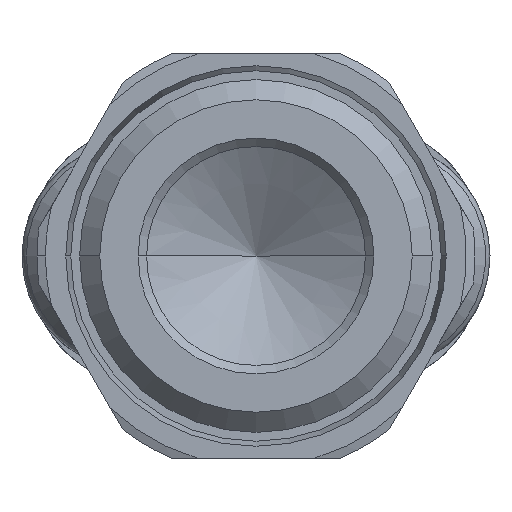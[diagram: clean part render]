
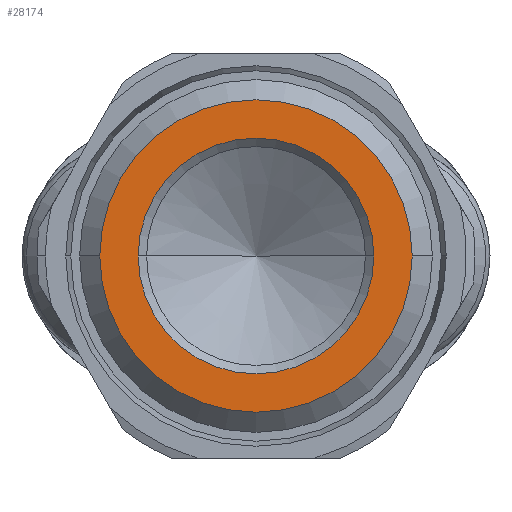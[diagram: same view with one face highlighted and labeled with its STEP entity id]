
A CAD part, front view. The second image highlights one B-rep face of the part: STEP entity #28174.
In plain terms, the highlighted face is planar.
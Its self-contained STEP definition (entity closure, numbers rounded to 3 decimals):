
#646 = DIRECTION ( 'NONE',  ( 0., 0., 1. ) ) ;
#783 = CIRCLE ( 'NONE', #31760, 7. ) ;
#3037 = DIRECTION ( 'NONE',  ( 1., 0., 0. ) ) ;
#3074 = DIRECTION ( 'NONE',  ( 0., 0., 1. ) ) ;
#3341 = CARTESIAN_POINT ( 'NONE',  ( -36.972, 0., -2.178 ) ) ;
#3370 = CARTESIAN_POINT ( 'NONE',  ( -36.972, 0., 7.1 ) ) ;
#3562 = EDGE_CURVE ( 'NONE', #6123, #19784, #12912, .T. ) ;
#4029 = AXIS2_PLACEMENT_3D ( 'NONE', #8785, #21787, #26634 ) ;
#5101 = AXIS2_PLACEMENT_3D ( 'NONE', #15254, #8019, #3074 ) ;
#6123 = VERTEX_POINT ( 'NONE', #9745 ) ;
#7588 = EDGE_LOOP ( 'NONE', ( #32051, #17956 ) ) ;
#7798 = CARTESIAN_POINT ( 'NONE',  ( -36.972, 0., 7.1 ) ) ;
#8019 = DIRECTION ( 'NONE',  ( -1., 0., 0. ) ) ;
#8138 = PLANE ( 'NONE',  #5101 ) ;
#8785 = CARTESIAN_POINT ( 'NONE',  ( -36.972, 0., 7.1 ) ) ;
#9745 = CARTESIAN_POINT ( 'NONE',  ( -36.972, 0., 0.1 ) ) ;
#12007 = FACE_BOUND ( 'NONE', #30516, .T. ) ;
#12725 = CARTESIAN_POINT ( 'NONE',  ( -36.972, 0., 7.1 ) ) ;
#12912 = CIRCLE ( 'NONE', #24558, 7. ) ;
#13184 = CARTESIAN_POINT ( 'NONE',  ( -36.972, 0., 14.1 ) ) ;
#14486 = EDGE_CURVE ( 'NONE', #22579, #17887, #32044, .T. ) ;
#14988 = ORIENTED_EDGE ( 'NONE', *, *, #3562, .T. ) ;
#15191 = DIRECTION ( 'NONE',  ( 0., 0., -1. ) ) ;
#15254 = CARTESIAN_POINT ( 'NONE',  ( -36.972, -3.2, 7.1 ) ) ;
#15440 = DIRECTION ( 'NONE',  ( 1., 0., 0. ) ) ;
#17014 = FACE_OUTER_BOUND ( 'NONE', #7588, .T. ) ;
#17887 = VERTEX_POINT ( 'NONE', #3341 ) ;
#17956 = ORIENTED_EDGE ( 'NONE', *, *, #14486, .F. ) ;
#18822 = CIRCLE ( 'NONE', #4029, 9.278 ) ;
#19784 = VERTEX_POINT ( 'NONE', #13184 ) ;
#20963 = EDGE_CURVE ( 'NONE', #19784, #6123, #783, .T. ) ;
#21787 = DIRECTION ( 'NONE',  ( 1., 0., 0. ) ) ;
#22441 = AXIS2_PLACEMENT_3D ( 'NONE', #12725, #30027, #15191 ) ;
#22579 = VERTEX_POINT ( 'NONE', #27559 ) ;
#24558 = AXIS2_PLACEMENT_3D ( 'NONE', #3370, #3037, #30595 ) ;
#25084 = ORIENTED_EDGE ( 'NONE', *, *, #20963, .T. ) ;
#25304 = EDGE_CURVE ( 'NONE', #17887, #22579, #18822, .T. ) ;
#26634 = DIRECTION ( 'NONE',  ( 0., 0., -1. ) ) ;
#27559 = CARTESIAN_POINT ( 'NONE',  ( -36.972, 0., 16.378 ) ) ;
#28174 = ADVANCED_FACE ( 'NONE', ( #12007, #17014 ), #8138, .T. ) ;
#30027 = DIRECTION ( 'NONE',  ( 1., 0., 0. ) ) ;
#30516 = EDGE_LOOP ( 'NONE', ( #25084, #14988 ) ) ;
#30595 = DIRECTION ( 'NONE',  ( 0., 0., 1. ) ) ;
#31760 = AXIS2_PLACEMENT_3D ( 'NONE', #7798, #15440, #646 ) ;
#32044 = CIRCLE ( 'NONE', #22441, 9.278 ) ;
#32051 = ORIENTED_EDGE ( 'NONE', *, *, #25304, .F. ) ;
